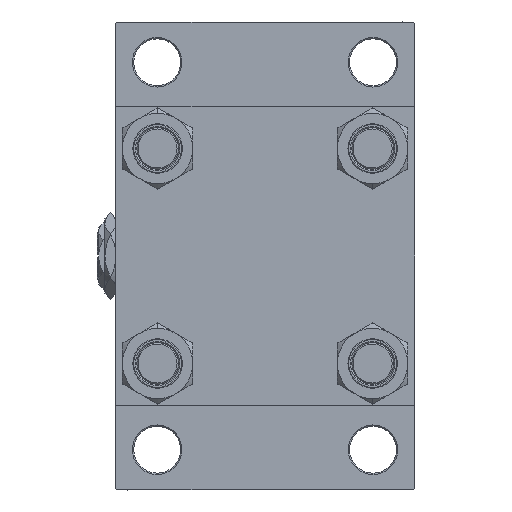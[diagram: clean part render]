
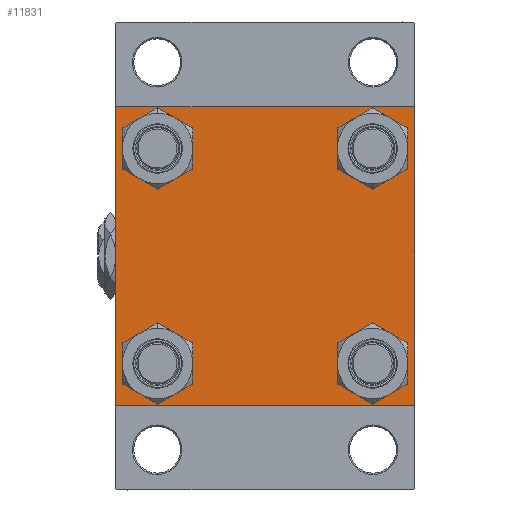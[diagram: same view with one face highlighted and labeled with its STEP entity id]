
A CAD part, left-side view. The second image highlights one B-rep face of the part: STEP entity #11831.
In plain terms, the highlighted planar face has unit normal (-1, 0, 0).
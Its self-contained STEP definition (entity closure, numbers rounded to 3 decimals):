
#382 = VECTOR ( 'NONE', #22059, 1000. ) ;
#444 = LINE ( 'NONE', #34878, #43741 ) ;
#533 = DIRECTION ( 'NONE',  ( 0., 0., -1. ) ) ;
#885 = ORIENTED_EDGE ( 'NONE', *, *, #45097, .T. ) ;
#1233 = ORIENTED_EDGE ( 'NONE', *, *, #40565, .T. ) ;
#1722 = DIRECTION ( 'NONE',  ( 1., 0., 0. ) ) ;
#2022 = EDGE_CURVE ( 'NONE', #3865, #37635, #17141, .T. ) ;
#2054 = FACE_BOUND ( 'NONE', #44195, .T. ) ;
#2267 = VERTEX_POINT ( 'NONE', #38782 ) ;
#2466 = CARTESIAN_POINT ( 'NONE',  ( 0., -41.35, 41.35 ) ) ;
#3132 = ORIENTED_EDGE ( 'NONE', *, *, #35410, .T. ) ;
#3443 = ORIENTED_EDGE ( 'NONE', *, *, #7232, .T. ) ;
#3749 = DIRECTION ( 'NONE',  ( 1., 0., 0. ) ) ;
#3865 = VERTEX_POINT ( 'NONE', #24362 ) ;
#3890 = EDGE_LOOP ( 'NONE', ( #38440, #5414 ) ) ;
#3962 = AXIS2_PLACEMENT_3D ( 'NONE', #2466, #1722, #5731 ) ;
#4295 = EDGE_LOOP ( 'NONE', ( #5728, #12205 ) ) ;
#4357 = ORIENTED_EDGE ( 'NONE', *, *, #47206, .T. ) ;
#5253 = EDGE_CURVE ( 'NONE', #36454, #47291, #11012, .T. ) ;
#5414 = ORIENTED_EDGE ( 'NONE', *, *, #2022, .T. ) ;
#5728 = ORIENTED_EDGE ( 'NONE', *, *, #14331, .T. ) ;
#5731 = DIRECTION ( 'NONE',  ( 0., 0., 1. ) ) ;
#6293 = VERTEX_POINT ( 'NONE', #41972 ) ;
#6311 = FACE_BOUND ( 'NONE', #3890, .T. ) ;
#6416 = DIRECTION ( 'NONE',  ( 0., 0., 1. ) ) ;
#6726 = CARTESIAN_POINT ( 'NONE',  ( 0., -57.5, 57.5 ) ) ;
#7232 = EDGE_CURVE ( 'NONE', #38063, #6293, #14815, .T. ) ;
#7662 = CARTESIAN_POINT ( 'NONE',  ( 0., -57., -57.5 ) ) ;
#7958 = EDGE_CURVE ( 'NONE', #34118, #26634, #11208, .T. ) ;
#8880 = CARTESIAN_POINT ( 'NONE',  ( 0., 57., -57.5 ) ) ;
#8938 = VERTEX_POINT ( 'NONE', #42098 ) ;
#9583 = CARTESIAN_POINT ( 'NONE',  ( 0., 57.25, 57.25 ) ) ;
#9737 = AXIS2_PLACEMENT_3D ( 'NONE', #10065, #48354, #13836 ) ;
#10065 = CARTESIAN_POINT ( 'NONE',  ( 0., 41.35, -41.35 ) ) ;
#10843 = VECTOR ( 'NONE', #533, 1000. ) ;
#11012 = LINE ( 'NONE', #6726, #382 ) ;
#11208 = LINE ( 'NONE', #38593, #38925 ) ;
#11307 = CARTESIAN_POINT ( 'NONE',  ( 0., -41.35, -41.35 ) ) ;
#11527 = DIRECTION ( 'NONE',  ( 0., -1., 0. ) ) ;
#11831 = ADVANCED_FACE ( 'NONE', ( #6311, #17133, #20891, #2054, #40522 ), #17388, .T. ) ;
#12163 = ORIENTED_EDGE ( 'NONE', *, *, #5253, .F. ) ;
#12205 = ORIENTED_EDGE ( 'NONE', *, *, #27200, .T. ) ;
#12308 = EDGE_CURVE ( 'NONE', #36454, #38736, #444, .T. ) ;
#13169 = CARTESIAN_POINT ( 'NONE',  ( 0., -41.35, 41.35 ) ) ;
#13674 = DIRECTION ( 'NONE',  ( 0., 0., 1. ) ) ;
#13836 = DIRECTION ( 'NONE',  ( 0., 0., 1. ) ) ;
#14331 = EDGE_CURVE ( 'NONE', #43360, #36468, #25305, .T. ) ;
#14640 = ORIENTED_EDGE ( 'NONE', *, *, #12308, .T. ) ;
#14719 = DIRECTION ( 'NONE',  ( 0., -0.707, 0.707 ) ) ;
#14815 = CIRCLE ( 'NONE', #26812, 8.5 ) ;
#15139 = ORIENTED_EDGE ( 'NONE', *, *, #28645, .T. ) ;
#15229 = DIRECTION ( 'NONE',  ( 0., -0.707, -0.707 ) ) ;
#15909 = CARTESIAN_POINT ( 'NONE',  ( 0., 41.35, 32.85 ) ) ;
#16622 = CIRCLE ( 'NONE', #33479, 8.5 ) ;
#17116 = EDGE_LOOP ( 'NONE', ( #40333, #3132 ) ) ;
#17133 = FACE_BOUND ( 'NONE', #4295, .T. ) ;
#17141 = CIRCLE ( 'NONE', #45303, 8.5 ) ;
#17388 = PLANE ( 'NONE',  #22011 ) ;
#20891 = FACE_BOUND ( 'NONE', #17116, .T. ) ;
#21065 = CARTESIAN_POINT ( 'NONE',  ( 0., 41.35, -49.85 ) ) ;
#21084 = CARTESIAN_POINT ( 'NONE',  ( 0., 57.5, -57. ) ) ;
#21640 = DIRECTION ( 'NONE',  ( 0., 0., 1. ) ) ;
#22011 = AXIS2_PLACEMENT_3D ( 'NONE', #44574, #44332, #21640 ) ;
#22059 = DIRECTION ( 'NONE',  ( 0., 0., -1. ) ) ;
#22348 = DIRECTION ( 'NONE',  ( 0., 0., 1. ) ) ;
#23535 = CARTESIAN_POINT ( 'NONE',  ( 0., -41.35, -49.85 ) ) ;
#23729 = LINE ( 'NONE', #31518, #39985 ) ;
#24362 = CARTESIAN_POINT ( 'NONE',  ( 0., -41.35, 32.85 ) ) ;
#24696 = ORIENTED_EDGE ( 'NONE', *, *, #34284, .F. ) ;
#25132 = CARTESIAN_POINT ( 'NONE',  ( 0., 41.35, 41.35 ) ) ;
#25305 = CIRCLE ( 'NONE', #28513, 8.5 ) ;
#25314 = EDGE_LOOP ( 'NONE', ( #28574, #47694, #4357, #1233, #12163, #14640, #24696, #15139 ) ) ;
#26334 = CARTESIAN_POINT ( 'NONE',  ( 0., 41.35, -41.35 ) ) ;
#26428 = AXIS2_PLACEMENT_3D ( 'NONE', #36351, #40883, #6416 ) ;
#26504 = VECTOR ( 'NONE', #35992, 1000. ) ;
#26634 = VERTEX_POINT ( 'NONE', #8880 ) ;
#26812 = AXIS2_PLACEMENT_3D ( 'NONE', #30861, #27094, #41734 ) ;
#26924 = LINE ( 'NONE', #42311, #10843 ) ;
#27044 = EDGE_CURVE ( 'NONE', #37635, #3865, #28038, .T. ) ;
#27094 = DIRECTION ( 'NONE',  ( 1., 0., 0. ) ) ;
#27200 = EDGE_CURVE ( 'NONE', #36468, #43360, #39288, .T. ) ;
#27265 = CARTESIAN_POINT ( 'NONE',  ( 0., -57.5, -57. ) ) ;
#27570 = DIRECTION ( 'NONE',  ( 0., 0.707, 0.707 ) ) ;
#28038 = CIRCLE ( 'NONE', #3962, 8.5 ) ;
#28513 = AXIS2_PLACEMENT_3D ( 'NONE', #11307, #3749, #22348 ) ;
#28574 = ORIENTED_EDGE ( 'NONE', *, *, #40056, .T. ) ;
#28645 = EDGE_CURVE ( 'NONE', #41809, #8938, #40514, .T. ) ;
#29162 = DIRECTION ( 'NONE',  ( 0., 0., 1. ) ) ;
#29415 = DIRECTION ( 'NONE',  ( 1., 0., 0. ) ) ;
#29596 = CIRCLE ( 'NONE', #48153, 8.5 ) ;
#30602 = CARTESIAN_POINT ( 'NONE',  ( 0., -57.5, 57. ) ) ;
#30861 = CARTESIAN_POINT ( 'NONE',  ( 0., 41.35, 41.35 ) ) ;
#31387 = CIRCLE ( 'NONE', #9737, 8.5 ) ;
#31518 = CARTESIAN_POINT ( 'NONE',  ( 0., 57.5, -57.5 ) ) ;
#32192 = VECTOR ( 'NONE', #11527, 1000. ) ;
#32773 = DIRECTION ( 'NONE',  ( 1., 0., 0. ) ) ;
#33340 = CARTESIAN_POINT ( 'NONE',  ( 0., -41.35, 49.85 ) ) ;
#33479 = AXIS2_PLACEMENT_3D ( 'NONE', #25132, #29415, #29162 ) ;
#33540 = CARTESIAN_POINT ( 'NONE',  ( 0., -57., 57.5 ) ) ;
#33823 = LINE ( 'NONE', #49236, #38154 ) ;
#34118 = VERTEX_POINT ( 'NONE', #21084 ) ;
#34284 = EDGE_CURVE ( 'NONE', #41809, #38736, #37434, .T. ) ;
#34385 = DIRECTION ( 'NONE',  ( 1., 0., 0. ) ) ;
#34878 = CARTESIAN_POINT ( 'NONE',  ( 0., -57.25, 57.25 ) ) ;
#35062 = DIRECTION ( 'NONE',  ( 0., -1., 0. ) ) ;
#35410 = EDGE_CURVE ( 'NONE', #49325, #2267, #31387, .T. ) ;
#35992 = DIRECTION ( 'NONE',  ( 0., 0.707, -0.707 ) ) ;
#36351 = CARTESIAN_POINT ( 'NONE',  ( 0., -41.35, -41.35 ) ) ;
#36454 = VERTEX_POINT ( 'NONE', #30602 ) ;
#36468 = VERTEX_POINT ( 'NONE', #23535 ) ;
#37392 = CARTESIAN_POINT ( 'NONE',  ( 0., -41.35, -32.85 ) ) ;
#37434 = LINE ( 'NONE', #45533, #32192 ) ;
#37635 = VERTEX_POINT ( 'NONE', #33340 ) ;
#38063 = VERTEX_POINT ( 'NONE', #15909 ) ;
#38154 = VECTOR ( 'NONE', #14719, 1000. ) ;
#38440 = ORIENTED_EDGE ( 'NONE', *, *, #27044, .T. ) ;
#38593 = CARTESIAN_POINT ( 'NONE',  ( 0., 57.25, -57.25 ) ) ;
#38736 = VERTEX_POINT ( 'NONE', #33540 ) ;
#38782 = CARTESIAN_POINT ( 'NONE',  ( 0., 41.35, -32.85 ) ) ;
#38925 = VECTOR ( 'NONE', #15229, 1000. ) ;
#39288 = CIRCLE ( 'NONE', #26428, 8.5 ) ;
#39985 = VECTOR ( 'NONE', #35062, 1000. ) ;
#40056 = EDGE_CURVE ( 'NONE', #8938, #34118, #26924, .T. ) ;
#40333 = ORIENTED_EDGE ( 'NONE', *, *, #49364, .T. ) ;
#40514 = LINE ( 'NONE', #9583, #26504 ) ;
#40522 = FACE_OUTER_BOUND ( 'NONE', #25314, .T. ) ;
#40539 = VERTEX_POINT ( 'NONE', #7662 ) ;
#40565 = EDGE_CURVE ( 'NONE', #40539, #47291, #33823, .T. ) ;
#40883 = DIRECTION ( 'NONE',  ( 1., 0., 0. ) ) ;
#41280 = CARTESIAN_POINT ( 'NONE',  ( 0., 57., 57.5 ) ) ;
#41713 = DIRECTION ( 'NONE',  ( 0., 0., 1. ) ) ;
#41734 = DIRECTION ( 'NONE',  ( 0., 0., 1. ) ) ;
#41809 = VERTEX_POINT ( 'NONE', #41280 ) ;
#41972 = CARTESIAN_POINT ( 'NONE',  ( 0., 41.35, 49.85 ) ) ;
#42098 = CARTESIAN_POINT ( 'NONE',  ( 0., 57.5, 57. ) ) ;
#42311 = CARTESIAN_POINT ( 'NONE',  ( 0., 57.5, 57.5 ) ) ;
#43360 = VERTEX_POINT ( 'NONE', #37392 ) ;
#43741 = VECTOR ( 'NONE', #27570, 1000. ) ;
#44195 = EDGE_LOOP ( 'NONE', ( #885, #3443 ) ) ;
#44332 = DIRECTION ( 'NONE',  ( -1., 0., 0. ) ) ;
#44574 = CARTESIAN_POINT ( 'NONE',  ( 0., 0., 0. ) ) ;
#45097 = EDGE_CURVE ( 'NONE', #6293, #38063, #16622, .T. ) ;
#45303 = AXIS2_PLACEMENT_3D ( 'NONE', #13169, #32773, #13674 ) ;
#45533 = CARTESIAN_POINT ( 'NONE',  ( 0., 57.5, 57.5 ) ) ;
#47206 = EDGE_CURVE ( 'NONE', #26634, #40539, #23729, .T. ) ;
#47291 = VERTEX_POINT ( 'NONE', #27265 ) ;
#47694 = ORIENTED_EDGE ( 'NONE', *, *, #7958, .T. ) ;
#48153 = AXIS2_PLACEMENT_3D ( 'NONE', #26334, #34385, #41713 ) ;
#48354 = DIRECTION ( 'NONE',  ( 1., 0., 0. ) ) ;
#49236 = CARTESIAN_POINT ( 'NONE',  ( 0., -57.25, -57.25 ) ) ;
#49325 = VERTEX_POINT ( 'NONE', #21065 ) ;
#49364 = EDGE_CURVE ( 'NONE', #2267, #49325, #29596, .T. ) ;
